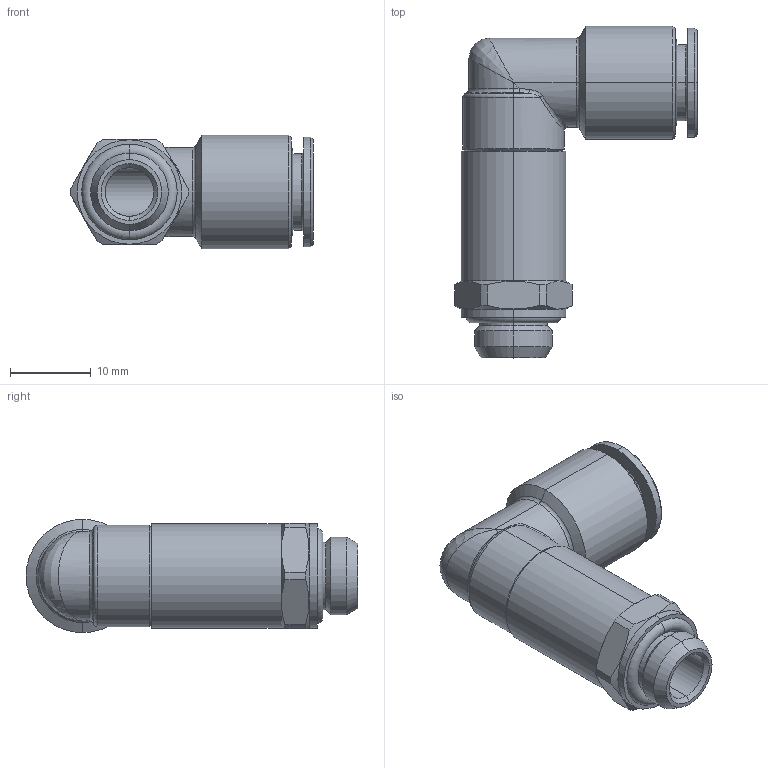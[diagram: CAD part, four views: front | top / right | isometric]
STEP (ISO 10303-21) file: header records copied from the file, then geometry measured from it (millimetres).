
FILE_DESCRIPTION (( 'STEP AP203' ), '1' );
FILE_NAME ('A0090041.STEP', '2009-11-24T14:19:52', ( 'Gabriele' ), ( 'C.Matic srl' ), 'SwSTEP 2.0', 'SolidWorks 2009', '' );
FILE_SCHEMA (( 'CONFIG_CONTROL_DESIGN' ));
Length unit declared in the file: millimetre
Products named in the file (1): A0090041
Bounding box: 29.95 x 41 x 14 mm (x, y, z)
Volume: 4881.8 mm3; surface area: 3806.4 mm2
Topology: 1 solids, 1 shells, 94 faces, 208 edges, 119 vertices
Faces by surface type: cylinder 35, cone 29, plane 14, torus 10, bspline 6
Entity records: 3928 total; most frequent: CARTESIAN_POINT 1815, DIRECTION 448, ORIENTED_EDGE 412, EDGE_CURVE 206, AXIS2_PLACEMENT_3D 190, VERTEX_POINT 119, CIRCLE 101, EDGE_LOOP 101
